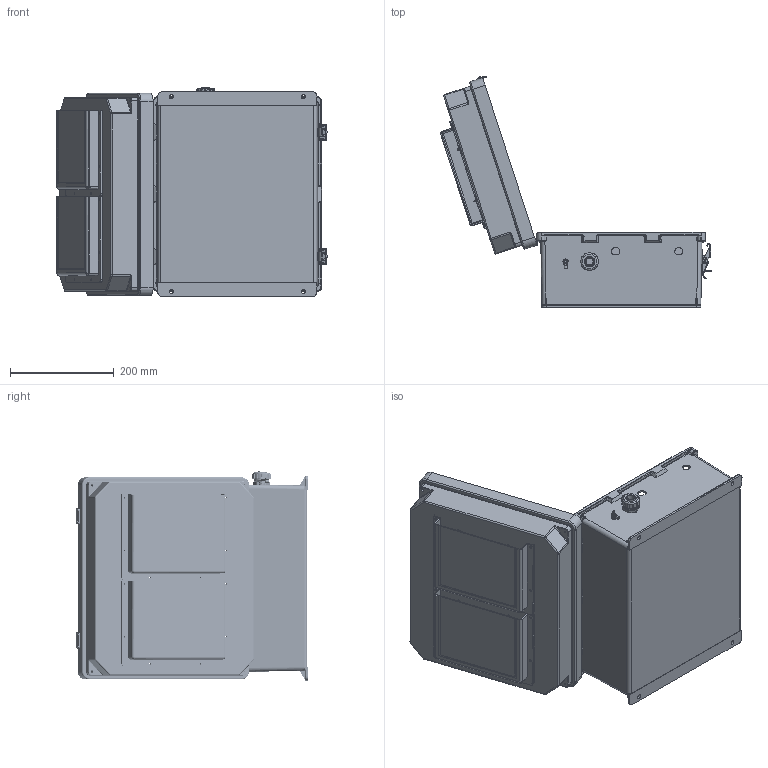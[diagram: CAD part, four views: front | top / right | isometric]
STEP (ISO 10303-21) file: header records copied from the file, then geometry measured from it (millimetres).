
FILE_DESCRIPTION (( 'STEP AP214' ), '1' );
FILE_NAME ('TEF141207-40V.STEP', '2018-11-20T18:05:58', ( '' ), ( '' ), 'SwSTEP 2.0', 'SolidWorks 2017', '' );
FILE_SCHEMA (( 'AUTOMOTIVE_DESIGN' ));
Length unit declared in the file: inch
Products named in the file (24): XCT-0010; 1BE02-011; XFW-0002; XFN-0003; XCT-0005; XFS-0026; XC-0003; NB141207-DoorClasp-2; NB141207-DoorClasp-1; XFS-0023_92470A148; NB141207-Lid-Vented; Fan Screen-120x120 ALUM; NB141207-Hinge; XFN-0002; NB141207-Box; XM220-01-UL; NEMA 14-400 GroundWire; TEF141207-40V; XFN-0005; XFW-0004; X-ASSY-HYP218-2; XFS-0017; 10-32 NEMA PLATE SCREW; XCT-0011
Assembly tree (48 placements, depth 2):
  TEF141207-40V
    NB141207-Box
    NB141207-Hinge  x2
    NB141207-Lid-Vented
    NB141207-DoorClasp-1  x2
    NB141207-DoorClasp-2  x2
    XC-0003
    XFS-0026
    XCT-0005
    XFN-0003  x2
    XFW-0002
    1BE02-011
    XCT-0010
    XCT-0011
    10-32 NEMA PLATE SCREW  x4
    XFS-0017  x2
    X-ASSY-HYP218-2
    XFW-0004  x2
    XFN-0005
    NEMA 14-400 GroundWire
    XM220-01-UL  x2
    XFN-0002  x8
    Fan Screen-120x120 ALUM  x2
    XFS-0023_92470A148  x8
Bounding box: 520.29 x 445.81 x 402.37 mm (x, y, z)
Volume: 2346498.2 mm3; surface area: 1584948 mm2
Topology: 54 solids, 55 shells, 4113 faces, 11368 edges, 7411 vertices
Faces by surface type: cylinder 1601, plane 1600, bspline 371, cone 318, torus 203, sphere 20
Full cylindrical faces by diameter (mm): 0.269 x546, 2.705 x42, 3.15 x4, 3.175 x16, 3.251 x2, 3.252 x2, 3.302 x4, 3.378 x20, 3.411 x4, 3.607 x1, 3.797 x12, 4.064 x4, 4.496 x16, 5.004 x1, 5.08 x3, 5.182 x1, 5.3 x2, 5.436 x8, 5.639 x1, 6.35 x4, 6.5 x4, 6.655 x2, 7.62 x3, 8 x4, 8.928 x4, 9.22 x1, 9.296 x4, 9.525 x1, 10 x4, 10.16 x2
Entity records: 112972 total; most frequent: CARTESIAN_POINT 38599, ORIENTED_EDGE 12888, DIRECTION 12405, EDGE_CURVE 6444, AXIS2_PLACEMENT_3D 4618, VERTEX_POINT 4487, EDGE_LOOP 4263, FACE_OUTER_BOUND 3204
